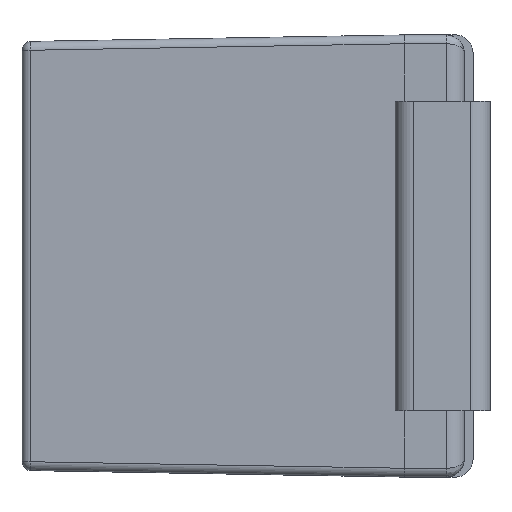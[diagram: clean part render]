
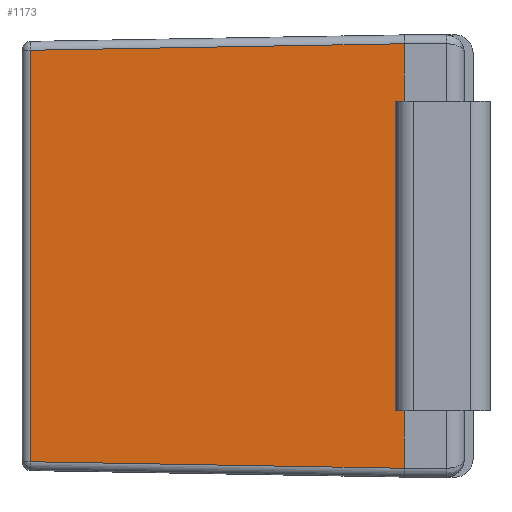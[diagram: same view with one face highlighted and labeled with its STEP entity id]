
A CAD part, left-side view. The second image highlights one B-rep face of the part: STEP entity #1173.
In plain terms, the highlighted planar face has unit normal (-1, 0.018, 0).
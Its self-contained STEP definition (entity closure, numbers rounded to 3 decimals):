
#56=DIRECTION('',(0.,0.,-1.));
#57=VECTOR('',#56,3.5);
#58=CARTESIAN_POINT('',(2.352,0.,1.75));
#59=LINE('',#58,#57);
#72=DIRECTION('',(0.,0.,-1.));
#73=VECTOR('',#72,0.65);
#74=CARTESIAN_POINT('',(2.35,-0.1,-1.75));
#75=LINE('',#74,#73);
#76=DIRECTION('',(0.017,1.,0.017));
#77=VECTOR('',#76,4.223);
#78=CARTESIAN_POINT('',(2.35,-0.1,-2.4));
#79=LINE('',#78,#77);
#80=DIRECTION('',(0.,0.,1.));
#81=VECTOR('',#80,4.653);
#82=CARTESIAN_POINT('',(2.424,4.122,-2.326));
#83=LINE('',#82,#81);
#84=DIRECTION('',(0.017,1.,-0.017));
#85=VECTOR('',#84,4.223);
#86=CARTESIAN_POINT('',(2.35,-0.1,2.4));
#87=LINE('',#86,#85);
#88=DIRECTION('',(0.,0.,-1.));
#89=VECTOR('',#88,0.65);
#90=CARTESIAN_POINT('',(2.35,-0.1,2.4));
#91=LINE('',#90,#89);
#96=DIRECTION('',(-0.017,-1.,0.));
#97=VECTOR('',#96,0.1);
#98=CARTESIAN_POINT('',(2.352,0.,-1.75));
#99=LINE('',#98,#97);
#208=DIRECTION('',(-0.017,-1.,0.));
#209=VECTOR('',#208,0.1);
#210=CARTESIAN_POINT('',(2.352,0.,1.75));
#211=LINE('',#210,#209);
#1057=CARTESIAN_POINT('',(2.35,-0.1,-2.4));
#1058=VERTEX_POINT('',#1057);
#1061=CARTESIAN_POINT('',(2.424,4.122,-2.326));
#1063=VERTEX_POINT('',#1061);
#1072=CARTESIAN_POINT('',(2.35,-0.1,2.4));
#1073=VERTEX_POINT('',#1072);
#1078=CARTESIAN_POINT('',(2.424,4.122,2.326));
#1079=VERTEX_POINT('',#1078);
#1104=CARTESIAN_POINT('',(2.352,0.,1.75));
#1105=CARTESIAN_POINT('',(2.352,0.,-1.75));
#1106=VERTEX_POINT('',#1104);
#1107=VERTEX_POINT('',#1105);
#1116=CARTESIAN_POINT('',(2.35,-0.1,1.75));
#1117=VERTEX_POINT('',#1116);
#1122=CARTESIAN_POINT('',(2.35,-0.1,-1.75));
#1123=VERTEX_POINT('',#1122);
#1151=CARTESIAN_POINT('',(2.35,-0.1,-2.5));
#1152=DIRECTION('',(-1.,0.017,0.));
#1153=DIRECTION('',(0.,0.,1.));
#1154=AXIS2_PLACEMENT_3D('',#1151,#1152,#1153);
#1155=PLANE('',#1154);
#1156=ORIENTED_EDGE('',*,*,#1133,.T.);
#1158=ORIENTED_EDGE('',*,*,#1157,.T.);
#1160=ORIENTED_EDGE('',*,*,#1159,.T.);
#1162=ORIENTED_EDGE('',*,*,#1161,.T.);
#1164=ORIENTED_EDGE('',*,*,#1163,.T.);
#1166=ORIENTED_EDGE('',*,*,#1165,.F.);
#1168=ORIENTED_EDGE('',*,*,#1167,.T.);
#1170=ORIENTED_EDGE('',*,*,#1169,.F.);
#1171=EDGE_LOOP('',(#1156,#1158,#1160,#1162,#1164,#1166,#1168,#1170));
#1172=FACE_OUTER_BOUND('',#1171,.F.);
#1133=EDGE_CURVE('',#1106,#1107,#59,.T.);
#1157=EDGE_CURVE('',#1107,#1123,#99,.T.);
#1159=EDGE_CURVE('',#1123,#1058,#75,.T.);
#1161=EDGE_CURVE('',#1058,#1063,#79,.T.);
#1163=EDGE_CURVE('',#1063,#1079,#83,.T.);
#1165=EDGE_CURVE('',#1073,#1079,#87,.T.);
#1167=EDGE_CURVE('',#1073,#1117,#91,.T.);
#1169=EDGE_CURVE('',#1106,#1117,#211,.T.);
#1173=ADVANCED_FACE('',(#1172),#1155,.T.);
